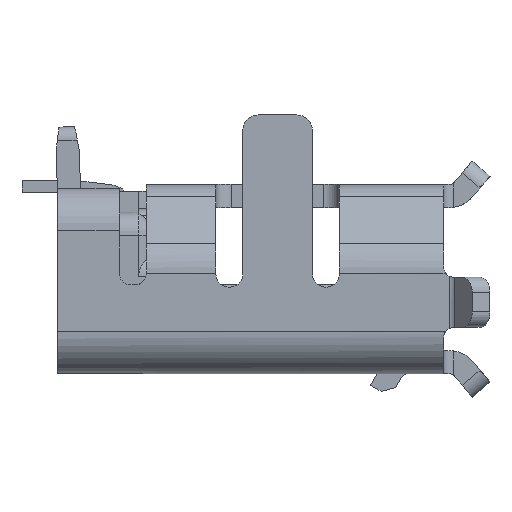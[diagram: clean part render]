
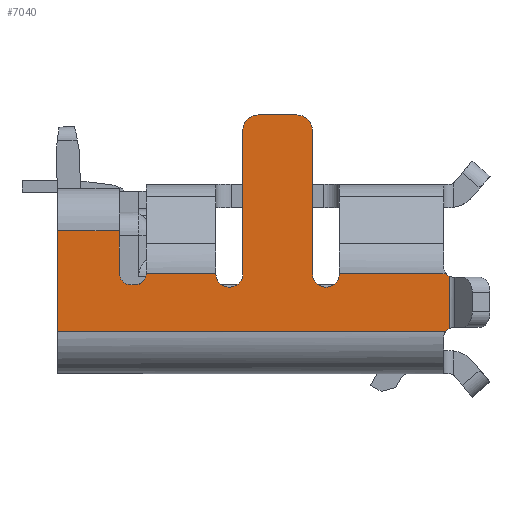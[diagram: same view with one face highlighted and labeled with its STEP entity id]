
A CAD part, left-side view. The second image highlights one B-rep face of the part: STEP entity #7040.
In plain terms, the highlighted planar face has unit normal (-1, 0, 0).
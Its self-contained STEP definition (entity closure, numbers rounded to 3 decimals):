
#3570=CARTESIAN_POINT('',(-3.75,0.35,
0.073));
#3580=VERTEX_POINT('',#3570);
#4430=CARTESIAN_POINT('',(-3.75,0.5,-0.075));
#4440=VERTEX_POINT('',#4430);
#4570=CARTESIAN_POINT('',(-3.75,0.35,
0.073));
#4580=CARTESIAN_POINT('',(-3.75,0.35,
0.045));
#4590=CARTESIAN_POINT('',(-3.75,0.365,
-0.005));
#4600=CARTESIAN_POINT('',(-3.75,0.423,
-0.061));
#4610=CARTESIAN_POINT('',(-3.75,0.472,-0.075));
#4620=CARTESIAN_POINT('',(-3.75,0.5,-0.075));
#4630=B_SPLINE_CURVE_WITH_KNOTS('',3,(#4570,#4580,#4590,#4600,#4610,
#4620),.UNSPECIFIED.,.F.,.F.,(4,1,1,4),(0.,0.333,
0.667,1.),.UNSPECIFIED.);
#4640=EDGE_CURVE('',#3580,#4440,#4630,.T.);
#4870=CARTESIAN_POINT('',(-3.75,0.55,-0.075));
#4880=VERTEX_POINT('',#4870);
#4980=CARTESIAN_POINT('',(-3.75,0.,-0.075));
#4990=DIRECTION('',(0.,-1.,0.));
#5000=VECTOR('',#4990,1.);
#5010=LINE('',#4980,#5000);
#5020=EDGE_CURVE('',#4880,#4440,#5010,.T.);
#5250=CARTESIAN_POINT('',(-3.75,0.7,0.075));
#5260=VERTEX_POINT('',#5250);
#5370=CARTESIAN_POINT('',(-3.75,0.55,0.075));
#5380=DIRECTION('',(-1.,0.,0.));
#5390=DIRECTION('',(0.,1.,0.));
#5400=AXIS2_PLACEMENT_3D('',#5370,#5380,#5390);
#5410=CIRCLE('',#5400,0.15);
#5420=EDGE_CURVE('',#5260,#4880,#5410,.T.);
#5540=CARTESIAN_POINT('',(-3.75,1.65,-0.825));
#5550=DIRECTION('',(1.,0.,0.));
#5560=DIRECTION('',(0.,-1.,0.));
#5570=AXIS2_PLACEMENT_3D('',#5540,#5550,#5560);
#5580=PLANE('',#5570);
#5590=CARTESIAN_POINT('',(-3.75,-1.65,0.071));
#5600=DIRECTION('',(0.,-1.,0.));
#5610=VECTOR('',#5600,1.);
#5620=LINE('',#5590,#5610);
#5630=CARTESIAN_POINT('',(-3.75,-2.15,
0.071));
#5640=VERTEX_POINT('',#5630);
#5650=CARTESIAN_POINT('',(-3.75,-3.53,
0.071));
#5660=VERTEX_POINT('',#5650);
#5670=EDGE_CURVE('',#5640,#5660,#5620,.T.);
#5680=ORIENTED_EDGE('',*,*,#5670,.F.);
#5690=CARTESIAN_POINT('',(-3.75,-3.63,0.155));
#5700=DIRECTION('',(1.,0.,0.));
#5710=DIRECTION('',(0.,1.,0.));
#5720=AXIS2_PLACEMENT_3D('',#5690,#5700,#5710);
#5730=CIRCLE('',#5720,0.13);
#5740=CARTESIAN_POINT('',(-3.75,-3.57,0.04));
#5750=VERTEX_POINT('',#5740);
#5760=EDGE_CURVE('',#5750,#5660,#5730,.T.);
#5770=ORIENTED_EDGE('',*,*,#5760,.T.);
#5780=CARTESIAN_POINT('',(-3.75,-3.57,-0.79));
#5790=DIRECTION('',(0.,0.,1.));
#5800=VECTOR('',#5790,1.);
#5810=LINE('',#5780,#5800);
#5820=CARTESIAN_POINT('',(-3.75,-3.57,-0.64));
#5830=VERTEX_POINT('',#5820);
#5840=EDGE_CURVE('',#5830,#5750,#5810,.T.);
#5850=ORIENTED_EDGE('',*,*,#5840,.T.);
#5860=CARTESIAN_POINT('',(-3.75,-3.63,-0.755));
#5870=DIRECTION('',(1.,0.,0.));
#5880=DIRECTION('',(0.,1.,0.));
#5890=AXIS2_PLACEMENT_3D('',#5860,#5870,#5880);
#5900=CIRCLE('',#5890,0.13);
#5910=CARTESIAN_POINT('',(-3.75,-3.528,-0.675));
#5920=VERTEX_POINT('',#5910);
#5930=EDGE_CURVE('',#5920,#5830,#5900,.T.);
#5940=ORIENTED_EDGE('',*,*,#5930,.T.);
#5950=CARTESIAN_POINT('',(-3.75,1.65,-0.675));
#5960=DIRECTION('',(0.,-1.,0.));
#5970=VECTOR('',#5960,1.);
#5980=LINE('',#5950,#5970);
#5990=CARTESIAN_POINT('',(-3.75,1.5,-0.675));
#6000=VERTEX_POINT('',#5990);
#6010=EDGE_CURVE('',#6000,#5920,#5980,.T.);
#6020=ORIENTED_EDGE('',*,*,#6010,.T.);
#6030=CARTESIAN_POINT('',(-3.75,1.5,0.));
#6040=DIRECTION('',(0.,0.,1.));
#6050=VECTOR('',#6040,1.);
#6060=LINE('',#6030,#6050);
#6070=CARTESIAN_POINT('',(-3.75,1.5,0.625));
#6080=VERTEX_POINT('',#6070);
#6090=EDGE_CURVE('',#6000,#6080,#6060,.T.);
#6100=ORIENTED_EDGE('',*,*,#6090,.F.);
#6110=CARTESIAN_POINT('',(-3.75,0.55,0.625));
#6120=DIRECTION('',(0.,1.,0.));
#6130=VECTOR('',#6120,1.);
#6140=LINE('',#6110,#6130);
#6150=CARTESIAN_POINT('',(-3.75,0.7,0.625));
#6160=VERTEX_POINT('',#6150);
#6170=EDGE_CURVE('',#6160,#6080,#6140,.T.);
#6180=ORIENTED_EDGE('',*,*,#6170,.T.);
#6190=CARTESIAN_POINT('',(-3.75,0.7,0.));
#6200=DIRECTION('',(0.,0.,1.));
#6210=VECTOR('',#6200,1.);
#6220=LINE('',#6190,#6210);
#6230=EDGE_CURVE('',#5260,#6160,#6220,.T.);
#6240=ORIENTED_EDGE('',*,*,#6230,.T.);
#6250=ORIENTED_EDGE('',*,*,#5420,.F.);
#6260=ORIENTED_EDGE('',*,*,#5020,.F.);
#6270=ORIENTED_EDGE('',*,*,#4640,.T.);
#6280=CARTESIAN_POINT('',(-3.75,0.35,
0.073));
#6290=DIRECTION('',(0.,-1.,
-0.003));
#6300=VECTOR('',#6290,1.);
#6310=LINE('',#6280,#6300);
#6320=CARTESIAN_POINT('',(-3.75,-0.289,
0.071));
#6330=VERTEX_POINT('',#6320);
#6340=EDGE_CURVE('',#3580,#6330,#6310,.T.);
#6350=ORIENTED_EDGE('',*,*,#6340,.F.);
#6360=CARTESIAN_POINT('',(-3.75,0.5,
0.071));
#6370=DIRECTION('',(0.,-1.,0.));
#6380=VECTOR('',#6370,1.);
#6390=LINE('',#6360,#6380);
#6400=CARTESIAN_POINT('',(-3.75,-0.55,
0.071));
#6410=VERTEX_POINT('',#6400);
#6420=EDGE_CURVE('',#6330,#6410,#6390,.T.);
#6430=ORIENTED_EDGE('',*,*,#6420,.F.);
#6440=CARTESIAN_POINT('',(-3.75,-0.725,0.07));
#6450=DIRECTION('',(-1.,0.,0.));
#6460=DIRECTION('',(0.,1.,0.));
#6470=AXIS2_PLACEMENT_3D('',#6440,#6450,#6460);
#6480=CIRCLE('',#6470,0.175);
#6490=CARTESIAN_POINT('',(-3.75,-0.9,0.07));
#6500=VERTEX_POINT('',#6490);
#6510=EDGE_CURVE('',#6410,#6500,#6480,.T.);
#6520=ORIENTED_EDGE('',*,*,#6510,.F.);
#6530=CARTESIAN_POINT('',(-3.75,-0.9,0.));
#6540=DIRECTION('',(-0.,-0.,1.));
#6550=VECTOR('',#6540,1.);
#6560=LINE('',#6530,#6550);
#6570=CARTESIAN_POINT('',(-3.75,-0.9,1.925));
#6580=VERTEX_POINT('',#6570);
#6590=EDGE_CURVE('',#6500,#6580,#6560,.T.);
#6600=ORIENTED_EDGE('',*,*,#6590,.F.);
#6610=CARTESIAN_POINT('',(-3.75,-1.1,1.925));
#6620=DIRECTION('',(1.,0.,-0.));
#6630=DIRECTION('',(0.,-1.,0.));
#6640=AXIS2_PLACEMENT_3D('',#6610,#6620,#6630);
#6650=CIRCLE('',#6640,0.2);
#6660=CARTESIAN_POINT('',(-3.75,-1.1,2.125));
#6670=VERTEX_POINT('',#6660);
#6680=EDGE_CURVE('',#6580,#6670,#6650,.T.);
#6690=ORIENTED_EDGE('',*,*,#6680,.F.);
#6700=CARTESIAN_POINT('',(-3.75,0.,2.125));
#6710=DIRECTION('',(-0.,1.,0.));
#6720=VECTOR('',#6710,1.);
#6730=LINE('',#6700,#6720);
#6740=CARTESIAN_POINT('',(-3.75,-1.6,2.125));
#6750=VERTEX_POINT('',#6740);
#6760=EDGE_CURVE('',#6750,#6670,#6730,.T.);
#6770=ORIENTED_EDGE('',*,*,#6760,.T.);
#6780=CARTESIAN_POINT('',(-3.75,-1.6,1.925));
#6790=DIRECTION('',(-1.,0.,0.));
#6800=DIRECTION('',(0.,1.,0.));
#6810=AXIS2_PLACEMENT_3D('',#6780,#6790,#6800);
#6820=CIRCLE('',#6810,0.2);
#6830=CARTESIAN_POINT('',(-3.75,-1.8,1.925));
#6840=VERTEX_POINT('',#6830);
#6850=EDGE_CURVE('',#6840,#6750,#6820,.T.);
#6860=ORIENTED_EDGE('',*,*,#6850,.T.);
#6870=CARTESIAN_POINT('',(-3.75,-1.8,0.));
#6880=DIRECTION('',(0.,-0.,-1.));
#6890=VECTOR('',#6880,1.);
#6900=LINE('',#6870,#6890);
#6910=CARTESIAN_POINT('',(-3.75,-1.8,0.07));
#6920=VERTEX_POINT('',#6910);
#6930=EDGE_CURVE('',#6840,#6920,#6900,.T.);
#6940=ORIENTED_EDGE('',*,*,#6930,.F.);
#6950=CARTESIAN_POINT('',(-3.75,-1.975,0.07));
#6960=DIRECTION('',(-1.,0.,0.));
#6970=DIRECTION('',(0.,1.,0.));
#6980=AXIS2_PLACEMENT_3D('',#6950,#6960,#6970);
#6990=CIRCLE('',#6980,0.175);
#7000=EDGE_CURVE('',#6920,#5640,#6990,.T.);
#7010=ORIENTED_EDGE('',*,*,#7000,.F.);
#7020=EDGE_LOOP('',(#7010,#6940,#6860,#6770,#6690,#6600,#6520,#6430,
#6350,#6270,#6260,#6250,#6240,#6180,#6100,#6020,#5940,#5850,#5770,#5680)
);
#7030=FACE_OUTER_BOUND('',#7020,.T.);
#7040=ADVANCED_FACE('',(#7030),#5580,.F.);
